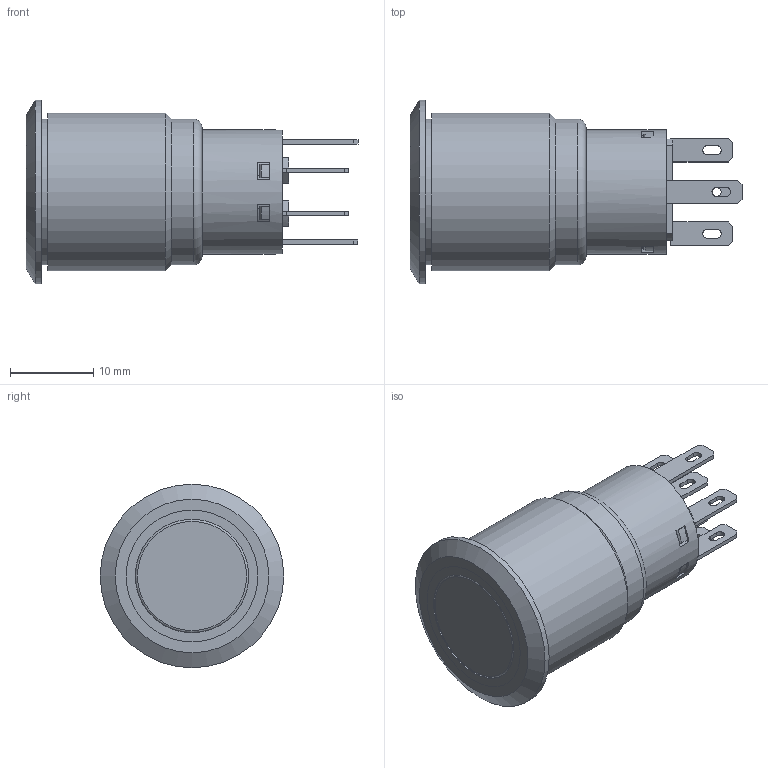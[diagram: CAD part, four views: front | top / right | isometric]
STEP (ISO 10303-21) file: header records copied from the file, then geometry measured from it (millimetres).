
FILE_DESCRIPTION((''),'2;1');
FILE_NAME('PV4F2H0xx-3xx.stp','2017-08-28T16:30:55',('mwilliams'),(''),'Autodesk Inventor 2012','Autodesk Inventor 2012','');
FILE_SCHEMA(('AUTOMOTIVE_DESIGN { 1 0 10303 214 1 1 1 1 }'));
Length unit declared in the file: inch
Products named in the file (1): PV4F2H0xx-3xx
Bounding box: 39.8 x 22 x 22 mm (x, y, z)
Volume: 4925.3 mm3; surface area: 4192.4 mm2
Topology: 1 solids, 4 shells, 294 faces, 788 edges, 522 vertices
Faces by surface type: plane 218, cylinder 40, bspline 27, cone 6, torus 3
Full cylindrical faces by diameter (mm): 12.8 x1, 13.6 x2, 14.9 x1, 15 x1, 15.8 x1, 17.5 x2, 18.9 x1, 22 x1
Entity records: 9485 total; most frequent: CARTESIAN_POINT 1941, ORIENTED_EDGE 1530, DIRECTION 1375, EDGE_CURVE 765, VECTOR 567, LINE 567, VERTEX_POINT 514, AXIS2_PLACEMENT_3D 404
